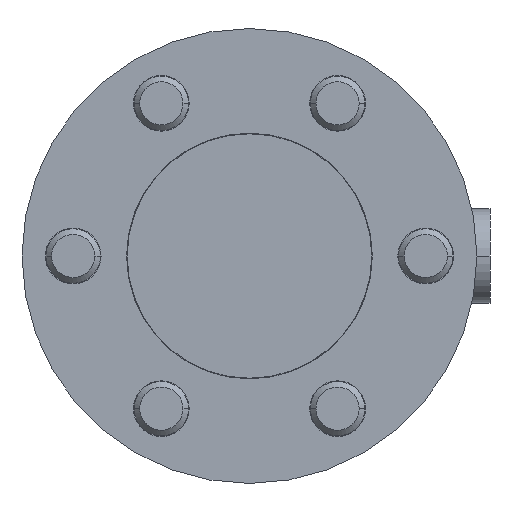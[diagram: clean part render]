
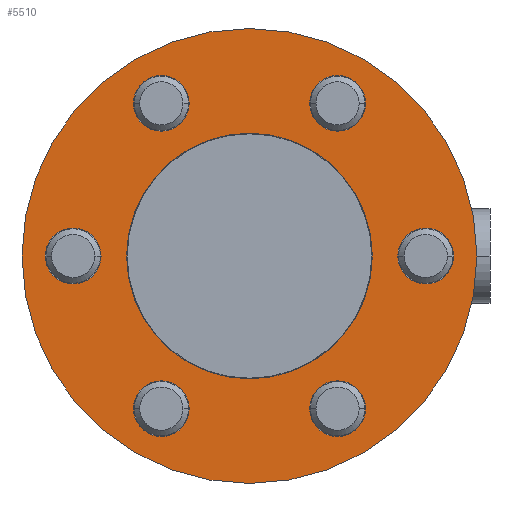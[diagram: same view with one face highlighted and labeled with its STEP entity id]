
A CAD part, front view. The second image highlights one B-rep face of the part: STEP entity #5510.
In plain terms, the highlighted planar face has unit normal (0, -1, 0).
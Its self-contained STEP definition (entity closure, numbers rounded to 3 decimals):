
#1=CARTESIAN_POINT('',(0.,0.,0.));
#2=DIRECTION('',(0.,1.,0.));
#3=DIRECTION('',(1.,0.,0.));
#4=AXIS2_PLACEMENT_3D('',#1,#2,#3);
#6=CARTESIAN_POINT('',(0.,0.,0.));
#7=DIRECTION('',(0.,1.,0.));
#8=DIRECTION('',(-1.,0.,0.));
#9=AXIS2_PLACEMENT_3D('',#6,#7,#8);
#11=CARTESIAN_POINT('',(155.,0.,0.));
#12=DIRECTION('',(0.,1.,0.));
#13=DIRECTION('',(1.,0.,0.));
#14=AXIS2_PLACEMENT_3D('',#11,#12,#13);
#16=CARTESIAN_POINT('',(155.,0.,0.));
#17=DIRECTION('',(0.,1.,0.));
#18=DIRECTION('',(-1.,0.,0.));
#19=AXIS2_PLACEMENT_3D('',#16,#17,#18);
#21=CARTESIAN_POINT('',(77.5,0.,-134.234));
#22=DIRECTION('',(0.,1.,0.));
#23=DIRECTION('',(-1.,0.,0.));
#24=AXIS2_PLACEMENT_3D('',#21,#22,#23);
#26=CARTESIAN_POINT('',(77.5,0.,-134.234));
#27=DIRECTION('',(0.,1.,0.));
#28=DIRECTION('',(1.,0.,0.));
#29=AXIS2_PLACEMENT_3D('',#26,#27,#28);
#31=CARTESIAN_POINT('',(-77.5,0.,-134.234));
#32=DIRECTION('',(0.,1.,0.));
#33=DIRECTION('',(-1.,0.,0.));
#34=AXIS2_PLACEMENT_3D('',#31,#32,#33);
#36=CARTESIAN_POINT('',(-77.5,0.,-134.234));
#37=DIRECTION('',(0.,1.,0.));
#38=DIRECTION('',(1.,0.,0.));
#39=AXIS2_PLACEMENT_3D('',#36,#37,#38);
#41=CARTESIAN_POINT('',(-155.,0.,0.));
#42=DIRECTION('',(0.,1.,0.));
#43=DIRECTION('',(1.,0.,0.));
#44=AXIS2_PLACEMENT_3D('',#41,#42,#43);
#46=CARTESIAN_POINT('',(-155.,0.,0.));
#47=DIRECTION('',(0.,1.,0.));
#48=DIRECTION('',(-1.,0.,0.));
#49=AXIS2_PLACEMENT_3D('',#46,#47,#48);
#51=CARTESIAN_POINT('',(-77.5,0.,134.234));
#52=DIRECTION('',(0.,1.,0.));
#53=DIRECTION('',(1.,0.,0.));
#54=AXIS2_PLACEMENT_3D('',#51,#52,#53);
#56=CARTESIAN_POINT('',(-77.5,0.,134.234));
#57=DIRECTION('',(0.,1.,0.));
#58=DIRECTION('',(-1.,0.,0.));
#59=AXIS2_PLACEMENT_3D('',#56,#57,#58);
#61=CARTESIAN_POINT('',(77.5,0.,134.234));
#62=DIRECTION('',(0.,1.,0.));
#63=DIRECTION('',(1.,0.,0.));
#64=AXIS2_PLACEMENT_3D('',#61,#62,#63);
#66=CARTESIAN_POINT('',(77.5,0.,134.234));
#67=DIRECTION('',(0.,1.,0.));
#68=DIRECTION('',(-1.,0.,0.));
#69=AXIS2_PLACEMENT_3D('',#66,#67,#68);
#71=CARTESIAN_POINT('',(0.,0.,0.));
#72=DIRECTION('',(0.,-1.,0.));
#73=DIRECTION('',(1.,0.,0.));
#74=AXIS2_PLACEMENT_3D('',#71,#72,#73);
#76=CARTESIAN_POINT('',(0.,0.,0.));
#77=DIRECTION('',(0.,-1.,0.));
#78=DIRECTION('',(-1.,0.,0.));
#79=AXIS2_PLACEMENT_3D('',#76,#77,#78);
#4101=CARTESIAN_POINT('',(200.,0.,0.));
#4102=CARTESIAN_POINT('',(-200.,0.,0.));
#4103=VERTEX_POINT('',#4101);
#4104=VERTEX_POINT('',#4102);
#4133=CARTESIAN_POINT('',(179.5,0.,0.));
#4134=VERTEX_POINT('',#4133);
#4135=CARTESIAN_POINT('',(130.5,0.,0.));
#4136=VERTEX_POINT('',#4135);
#4137=CARTESIAN_POINT('',(102.,0.,-134.234));
#4138=VERTEX_POINT('',#4137);
#4139=CARTESIAN_POINT('',(53.,0.,-134.234));
#4140=VERTEX_POINT('',#4139);
#4141=CARTESIAN_POINT('',(-53.,0.,-134.234));
#4142=VERTEX_POINT('',#4141);
#4143=CARTESIAN_POINT('',(-102.,0.,-134.234));
#4144=VERTEX_POINT('',#4143);
#4145=CARTESIAN_POINT('',(-130.5,0.,0.));
#4146=VERTEX_POINT('',#4145);
#4147=CARTESIAN_POINT('',(-179.5,0.,0.));
#4148=VERTEX_POINT('',#4147);
#4149=CARTESIAN_POINT('',(-53.,0.,134.234));
#4150=VERTEX_POINT('',#4149);
#4151=CARTESIAN_POINT('',(-102.,0.,134.234));
#4152=VERTEX_POINT('',#4151);
#4153=CARTESIAN_POINT('',(102.,0.,134.234));
#4154=VERTEX_POINT('',#4153);
#4155=CARTESIAN_POINT('',(53.,0.,134.234));
#4156=VERTEX_POINT('',#4155);
#4157=CARTESIAN_POINT('',(108.,0.,0.));
#4158=CARTESIAN_POINT('',(-108.,0.,0.));
#4159=VERTEX_POINT('',#4157);
#4160=VERTEX_POINT('',#4158);
#5457=CARTESIAN_POINT('',(0.,0.,0.));
#5458=DIRECTION('',(0.,1.,0.));
#5459=DIRECTION('',(1.,0.,0.));
#5460=AXIS2_PLACEMENT_3D('',#5457,#5458,#5459);
#5461=PLANE('',#5460);
#5463=ORIENTED_EDGE('',*,*,#5462,.T.);
#5465=ORIENTED_EDGE('',*,*,#5464,.T.);
#5466=EDGE_LOOP('',(#5463,#5465));
#5467=FACE_OUTER_BOUND('',#5466,.F.);
#5469=ORIENTED_EDGE('',*,*,#5468,.F.);
#5471=ORIENTED_EDGE('',*,*,#5470,.F.);
#5472=EDGE_LOOP('',(#5469,#5471));
#5473=FACE_BOUND('',#5472,.F.);
#5475=ORIENTED_EDGE('',*,*,#5474,.F.);
#5477=ORIENTED_EDGE('',*,*,#5476,.F.);
#5478=EDGE_LOOP('',(#5475,#5477));
#5479=FACE_BOUND('',#5478,.F.);
#5481=ORIENTED_EDGE('',*,*,#5480,.F.);
#5483=ORIENTED_EDGE('',*,*,#5482,.F.);
#5484=EDGE_LOOP('',(#5481,#5483));
#5485=FACE_BOUND('',#5484,.F.);
#5487=ORIENTED_EDGE('',*,*,#5486,.F.);
#5489=ORIENTED_EDGE('',*,*,#5488,.F.);
#5490=EDGE_LOOP('',(#5487,#5489));
#5491=FACE_BOUND('',#5490,.F.);
#5493=ORIENTED_EDGE('',*,*,#5492,.F.);
#5495=ORIENTED_EDGE('',*,*,#5494,.F.);
#5496=EDGE_LOOP('',(#5493,#5495));
#5497=FACE_BOUND('',#5496,.F.);
#5499=ORIENTED_EDGE('',*,*,#5498,.F.);
#5501=ORIENTED_EDGE('',*,*,#5500,.F.);
#5502=EDGE_LOOP('',(#5499,#5501));
#5503=FACE_BOUND('',#5502,.F.);
#5505=ORIENTED_EDGE('',*,*,#5504,.T.);
#5507=ORIENTED_EDGE('',*,*,#5506,.T.);
#5508=EDGE_LOOP('',(#5505,#5507));
#5509=FACE_BOUND('',#5508,.F.);
#5510=ADVANCED_FACE('',(#5467,#5473,#5479,#5485,#5491,#5497,#5503,#5509),#5461,
.F.);
#5=CIRCLE('',#4,200.);
#10=CIRCLE('',#9,200.);
#15=CIRCLE('',#14,24.5);
#20=CIRCLE('',#19,24.5);
#25=CIRCLE('',#24,24.5);
#30=CIRCLE('',#29,24.5);
#35=CIRCLE('',#34,24.5);
#40=CIRCLE('',#39,24.5);
#45=CIRCLE('',#44,24.5);
#50=CIRCLE('',#49,24.5);
#55=CIRCLE('',#54,24.5);
#60=CIRCLE('',#59,24.5);
#65=CIRCLE('',#64,24.5);
#70=CIRCLE('',#69,24.5);
#75=CIRCLE('',#74,108.);
#80=CIRCLE('',#79,108.);
#5462=EDGE_CURVE('',#4103,#4104,#5,.T.);
#5464=EDGE_CURVE('',#4104,#4103,#10,.T.);
#5468=EDGE_CURVE('',#4134,#4136,#15,.T.);
#5470=EDGE_CURVE('',#4136,#4134,#20,.T.);
#5474=EDGE_CURVE('',#4140,#4138,#25,.T.);
#5476=EDGE_CURVE('',#4138,#4140,#30,.T.);
#5480=EDGE_CURVE('',#4144,#4142,#35,.T.);
#5482=EDGE_CURVE('',#4142,#4144,#40,.T.);
#5486=EDGE_CURVE('',#4146,#4148,#45,.T.);
#5488=EDGE_CURVE('',#4148,#4146,#50,.T.);
#5492=EDGE_CURVE('',#4150,#4152,#55,.T.);
#5494=EDGE_CURVE('',#4152,#4150,#60,.T.);
#5498=EDGE_CURVE('',#4154,#4156,#65,.T.);
#5500=EDGE_CURVE('',#4156,#4154,#70,.T.);
#5504=EDGE_CURVE('',#4159,#4160,#75,.T.);
#5506=EDGE_CURVE('',#4160,#4159,#80,.T.);
